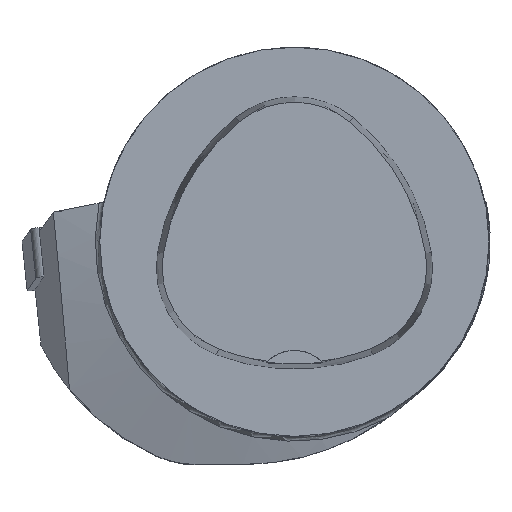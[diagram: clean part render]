
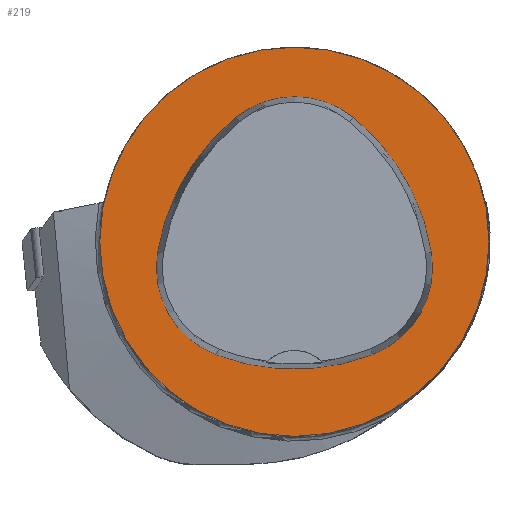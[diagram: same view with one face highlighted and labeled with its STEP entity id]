
A CAD part, top view. The second image highlights one B-rep face of the part: STEP entity #219.
In plain terms, the highlighted planar face has unit normal (0, 0, 1).
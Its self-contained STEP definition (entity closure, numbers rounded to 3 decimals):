
#219=ADVANCED_FACE('',(#434,#435),#263,.T.);
#263=PLANE('',#1236);
#434=FACE_BOUND('',#482,.T.);
#435=FACE_BOUND('',#483,.T.);
#482=EDGE_LOOP('',(#694,#695,#696,#697,#698,#699));
#483=EDGE_LOOP('',(#700));
#694=ORIENTED_EDGE('',*,*,#1013,.T.);
#695=ORIENTED_EDGE('',*,*,#993,.T.);
#696=ORIENTED_EDGE('',*,*,#997,.T.);
#697=ORIENTED_EDGE('',*,*,#1000,.T.);
#698=ORIENTED_EDGE('',*,*,#1003,.T.);
#699=ORIENTED_EDGE('',*,*,#1011,.T.);
#700=ORIENTED_EDGE('',*,*,#984,.F.);
#865=VERTEX_POINT('',#1924);
#874=VERTEX_POINT('',#1943);
#875=VERTEX_POINT('',#1944);
#878=VERTEX_POINT('',#1952);
#880=VERTEX_POINT('',#1958);
#882=VERTEX_POINT('',#1964);
#889=VERTEX_POINT('',#1985);
#984=EDGE_CURVE('',#865,#865,#1053,.T.);
#993=EDGE_CURVE('',#874,#875,#1054,.T.);
#997=EDGE_CURVE('',#875,#878,#1056,.T.);
#1000=EDGE_CURVE('',#878,#880,#1058,.T.);
#1003=EDGE_CURVE('',#880,#882,#1060,.T.);
#1011=EDGE_CURVE('',#882,#889,#1064,.T.);
#1013=EDGE_CURVE('',#889,#874,#1066,.T.);
#1053=CIRCLE('',#1208,25.);
#1054=CIRCLE('',#1214,28.);
#1056=CIRCLE('',#1217,12.);
#1058=CIRCLE('',#1220,28.);
#1060=CIRCLE('',#1223,12.);
#1064=CIRCLE('',#1228,28.);
#1066=CIRCLE('',#1231,12.);
#1208=AXIS2_PLACEMENT_3D('',#1923,#1431,#1432);
#1214=AXIS2_PLACEMENT_3D('',#1942,#1447,#1448);
#1217=AXIS2_PLACEMENT_3D('',#1951,#1455,#1456);
#1220=AXIS2_PLACEMENT_3D('',#1957,#1462,#1463);
#1223=AXIS2_PLACEMENT_3D('',#1963,#1469,#1470);
#1228=AXIS2_PLACEMENT_3D('',#1986,#1481,#1482);
#1231=AXIS2_PLACEMENT_3D('',#1989,#1487,#1488);
#1236=AXIS2_PLACEMENT_3D('',#1994,#1497,#1498);
#1431=DIRECTION('',(0.,0.,-1.));
#1432=DIRECTION('',(-1.,0.,0.));
#1447=DIRECTION('',(0.,0.,-1.));
#1448=DIRECTION('',(-1.,0.,0.));
#1455=DIRECTION('',(0.,0.,-1.));
#1456=DIRECTION('',(-1.,0.,0.));
#1462=DIRECTION('',(0.,0.,-1.));
#1463=DIRECTION('',(-1.,0.,0.));
#1469=DIRECTION('',(0.,0.,-1.));
#1470=DIRECTION('',(-1.,0.,0.));
#1481=DIRECTION('',(0.,0.,-1.));
#1482=DIRECTION('',(-1.,0.,0.));
#1487=DIRECTION('',(0.,0.,-1.));
#1488=DIRECTION('',(-1.,0.,0.));
#1497=DIRECTION('',(0.,0.,1.));
#1498=DIRECTION('',(1.,0.,0.));
#1923=CARTESIAN_POINT('',(0.,0.,
0.));
#1924=CARTESIAN_POINT('',(-25.,0.,0.));
#1942=CARTESIAN_POINT('',(10.068,-5.824,0.));
#1943=CARTESIAN_POINT('',(-17.584,-1.424,0.));
#1944=CARTESIAN_POINT('',(-7.531,15.953,0.));
#1951=CARTESIAN_POINT('',(0.011,6.62,0.));
#1952=CARTESIAN_POINT('',(7.567,15.942,0.));
#1957=CARTESIAN_POINT('',(-10.063,-5.81,0.));
#1958=CARTESIAN_POINT('',(17.59,-1.418,0.));
#1963=CARTESIAN_POINT('',(5.739,-3.3,0.));
#1964=CARTESIAN_POINT('',(10.05,-14.499,0.));
#1985=CARTESIAN_POINT('',(-10.025,-14.516,0.));
#1986=CARTESIAN_POINT('',(-0.01,11.631,0.));
#1989=CARTESIAN_POINT('',(-5.733,-3.31,0.));
#1994=CARTESIAN_POINT('',(0.,0.,
0.));
